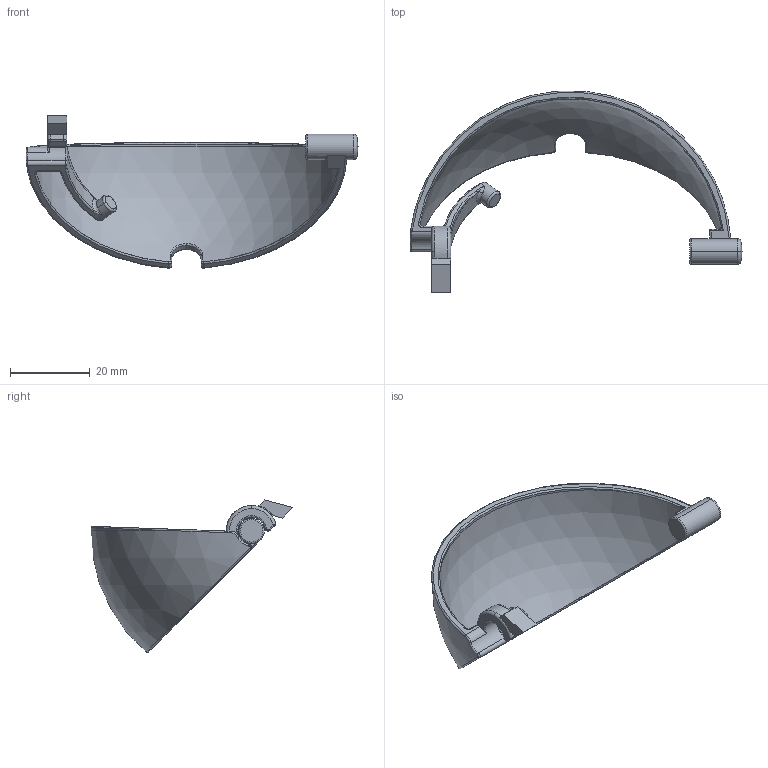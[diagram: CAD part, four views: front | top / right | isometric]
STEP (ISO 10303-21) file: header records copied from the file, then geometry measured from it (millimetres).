
FILE_DESCRIPTION (( 'STEP AP203' ), '1' );
FILE_NAME ('OUTDOOR.STEP', '2022-01-24T23:10:08', ( '' ), ( '' ), 'SwSTEP 2.0', 'SolidWorks 2018', '' );
FILE_SCHEMA (( 'CONFIG_CONTROL_DESIGN' ));
Length unit declared in the file: millimetre
Products named in the file (1): OUTDOOR
Bounding box: 83.26 x 50.62 x 38.19 mm (x, y, z)
Volume: 6948.7 mm3; surface area: 7256.5 mm2
Topology: 1 solids, 1 shells, 133 faces, 331 edges, 197 vertices
Faces by surface type: torus 38, bspline 33, cylinder 32, plane 22, sphere 8
Entity records: 5277 total; most frequent: CARTESIAN_POINT 2252, ORIENTED_EDGE 652, DIRECTION 608, EDGE_CURVE 326, AXIS2_PLACEMENT_3D 268, VERTEX_POINT 196, CIRCLE 167, EDGE_LOOP 134
